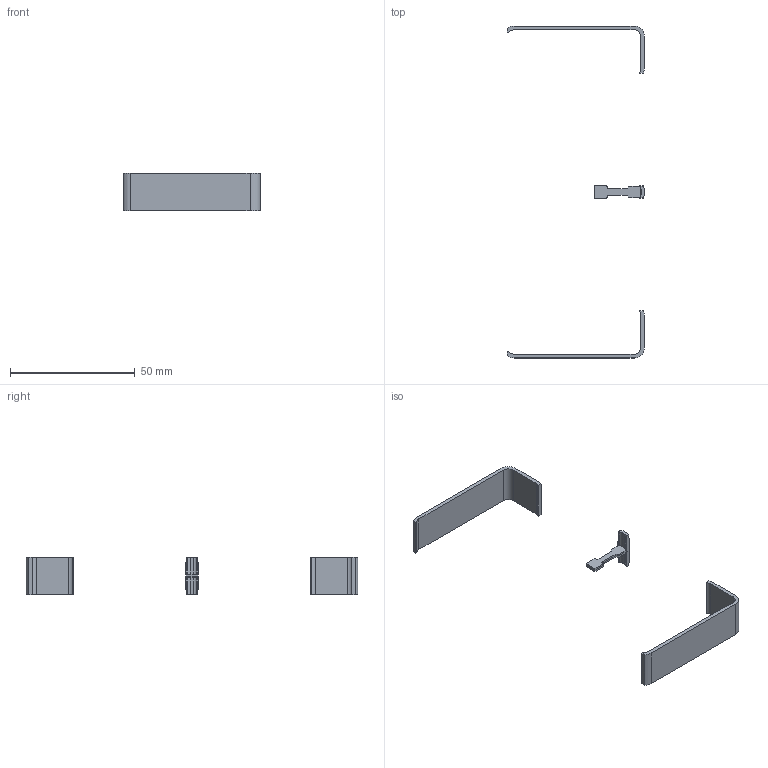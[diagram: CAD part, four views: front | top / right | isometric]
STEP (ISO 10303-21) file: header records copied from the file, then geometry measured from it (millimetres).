
FILE_DESCRIPTION (( 'STEP AP214' ), '1' );
FILE_NAME ('6113212.stp', '2016-05-23T11:17:27', ( '' ), ( '' ), 'SwSTEP 2.0', 'SolidWorks 2014', '' );
FILE_SCHEMA (( 'AUTOMOTIVE_DESIGN' ));
Length unit declared in the file: millimetre
Products named in the file (3): 070072_Standard; 070071_Standard; 6113212
Assembly tree (3 placements, depth 2):
  6113212
    070071_Standard  x2
    070072_Standard
Bounding box: 54.9 x 133 x 15 mm (x, y, z)
Volume: 3414.1 mm3; surface area: 5195.6 mm2
Topology: 3 solids, 3 shells, 98 faces, 250 edges, 158 vertices
Faces by surface type: plane 62, cone 24, cylinder 12
Entity records: 2556 total; most frequent: CARTESIAN_POINT 438, DIRECTION 430, ORIENTED_EDGE 416, EDGE_CURVE 208, LINE 154, VECTOR 154, AXIS2_PLACEMENT_3D 138, VERTEX_POINT 130
